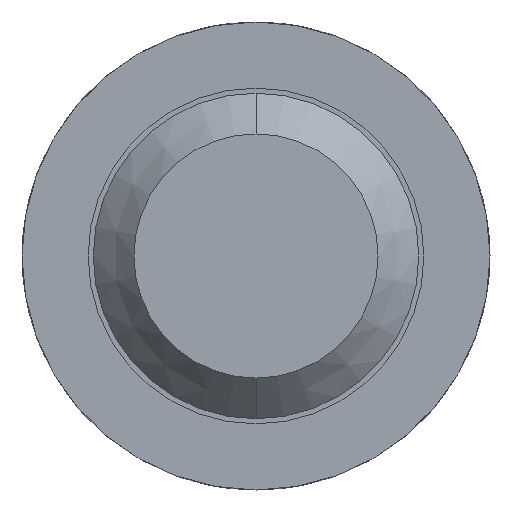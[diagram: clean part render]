
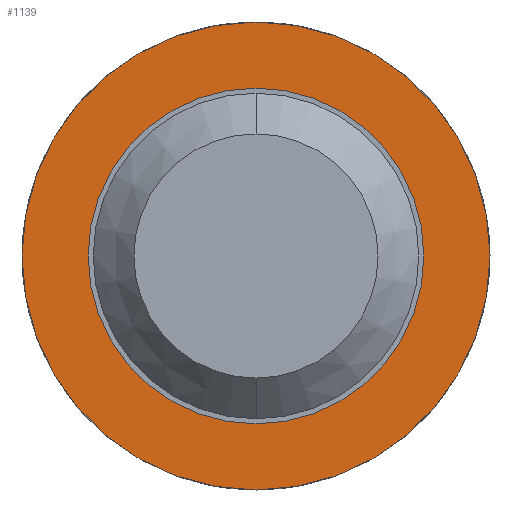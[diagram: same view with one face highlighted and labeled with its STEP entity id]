
A CAD part, front view. The second image highlights one B-rep face of the part: STEP entity #1139.
In plain terms, the highlighted planar face has unit normal (0, -1, 0).
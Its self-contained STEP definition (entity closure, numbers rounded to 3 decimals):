
#163 = EDGE_CURVE ( 'Defeature ausgef�hrt4_44+Defeature ausgef�hrt4_48+Defeature ausgef�hrt4_48+Defeature ausgef�hrt4_48', #1150, #4552, #4319, .T. ) ;
#293 = CARTESIAN_POINT ( 'NONE',  ( 0., -1.5, -1.15 ) ) ;
#309 = CARTESIAN_POINT ( 'NONE',  ( 0.825, -1.5, 0. ) ) ;
#361 = AXIS2_PLACEMENT_3D ( 'NONE', #309, #2438, #3182 ) ;
#534 = FACE_OUTER_BOUND ( 'NONE', #4499, .T. ) ;
#685 = DIRECTION ( 'NONE',  ( 0., 1., 0. ) ) ;
#1035 = CARTESIAN_POINT ( 'NONE',  ( 0., -1.5, -0.825 ) ) ;
#1129 = DIRECTION ( 'NONE',  ( 0., 1., 0. ) ) ;
#1139 = ADVANCED_FACE ( 'Defeature ausgef�hrt4_48', ( #534, #1742 ), #1348, .F. ) ;
#1150 = VERTEX_POINT ( 'NONE', #293 ) ;
#1200 = DIRECTION ( 'NONE',  ( 0., 1., 0. ) ) ;
#1218 = CARTESIAN_POINT ( 'NONE',  ( 0., -1.5, 0. ) ) ;
#1327 = ORIENTED_EDGE ( 'NONE', *, *, #163, .F. ) ;
#1348 = PLANE ( 'NONE',  #361 ) ;
#1461 = CIRCLE ( 'NONE', #4166, 0.825 ) ;
#1742 = FACE_BOUND ( 'NONE', #2560, .T. ) ;
#1894 = CARTESIAN_POINT ( 'NONE',  ( 0., -1.5, 0. ) ) ;
#2217 = DIRECTION ( 'NONE',  ( 0., 1., 0. ) ) ;
#2322 = ORIENTED_EDGE ( 'NONE', *, *, #2700, .F. ) ;
#2404 = CARTESIAN_POINT ( 'NONE',  ( 0., -1.5, 1.15 ) ) ;
#2407 = EDGE_CURVE ( 'Defeature ausgef�hrt4_48+Defeature ausgef�hrt4_47+Defeature ausgef�hrt4_47+Defeature ausgef�hrt4_47', #4256, #3956, #2773, .T. ) ;
#2438 = DIRECTION ( 'NONE',  ( 0., 1., 0. ) ) ;
#2475 = CARTESIAN_POINT ( 'NONE',  ( 0., -1.5, 0. ) ) ;
#2510 = CARTESIAN_POINT ( 'NONE',  ( 0., -1.5, 0. ) ) ;
#2560 = EDGE_LOOP ( 'NONE', ( #3862, #3646 ) ) ;
#2597 = DIRECTION ( 'NONE',  ( 0., 0., 1. ) ) ;
#2700 = EDGE_CURVE ( 'Defeature ausgef�hrt4_44+Defeature ausgef�hrt4_48+Defeature ausgef�hrt4_48+Defeature ausgef�hrt4_48', #4552, #1150, #4672, .T. ) ;
#2773 = CIRCLE ( 'NONE', #3238, 0.825 ) ;
#3079 = AXIS2_PLACEMENT_3D ( 'NONE', #2475, #685, #3219 ) ;
#3182 = DIRECTION ( 'NONE',  ( 0., 0., 1. ) ) ;
#3219 = DIRECTION ( 'NONE',  ( 0., 0., 1. ) ) ;
#3238 = AXIS2_PLACEMENT_3D ( 'NONE', #1894, #2217, #2597 ) ;
#3351 = AXIS2_PLACEMENT_3D ( 'NONE', #2510, #1129, #4686 ) ;
#3646 = ORIENTED_EDGE ( 'NONE', *, *, #2407, .T. ) ;
#3728 = EDGE_CURVE ( 'Defeature ausgef�hrt4_48+Defeature ausgef�hrt4_47+Defeature ausgef�hrt4_47+Defeature ausgef�hrt4_47', #3956, #4256, #1461, .T. ) ;
#3862 = ORIENTED_EDGE ( 'NONE', *, *, #3728, .T. ) ;
#3905 = CARTESIAN_POINT ( 'NONE',  ( 0., -1.5, 0.825 ) ) ;
#3956 = VERTEX_POINT ( 'NONE', #3905 ) ;
#4166 = AXIS2_PLACEMENT_3D ( 'NONE', #1218, #1200, #4474 ) ;
#4256 = VERTEX_POINT ( 'NONE', #1035 ) ;
#4319 = CIRCLE ( 'NONE', #3079, 1.15 ) ;
#4474 = DIRECTION ( 'NONE',  ( 0., 0., 1. ) ) ;
#4499 = EDGE_LOOP ( 'NONE', ( #2322, #1327 ) ) ;
#4552 = VERTEX_POINT ( 'NONE', #2404 ) ;
#4672 = CIRCLE ( 'NONE', #3351, 1.15 ) ;
#4686 = DIRECTION ( 'NONE',  ( 0., 0., 1. ) ) ;
